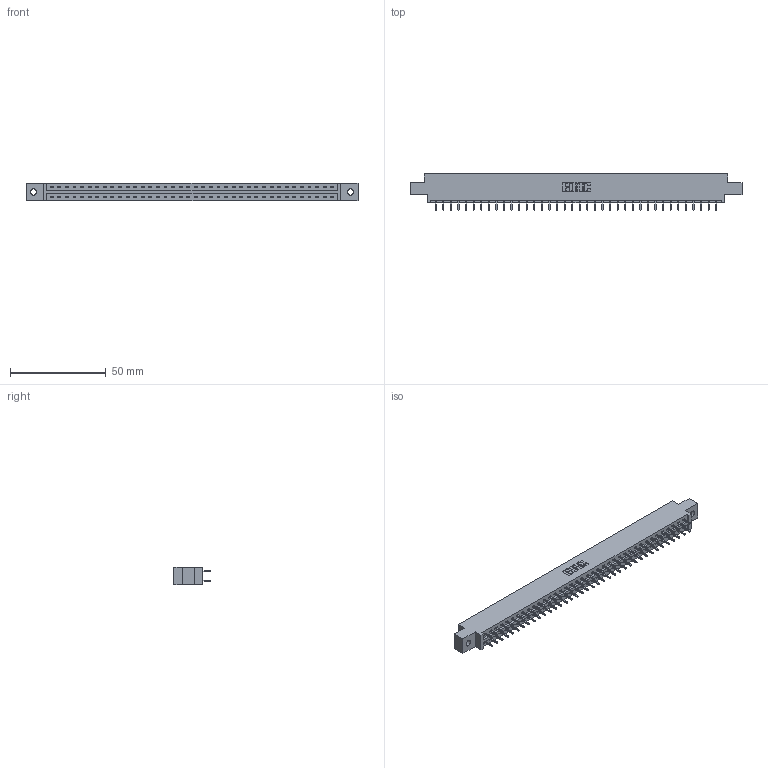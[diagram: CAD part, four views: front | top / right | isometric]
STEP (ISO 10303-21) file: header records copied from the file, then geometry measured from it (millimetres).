
FILE_DESCRIPTION (( 'STEP AP203' ), '1' );
FILE_NAME ('337-076-521-802.STEP', '2019-10-15T13:06:33', ( '' ), ( '' ), 'SwSTEP 2.0', 'SolidWorks 2016', '' );
FILE_SCHEMA (( 'CONFIG_CONTROL_DESIGN' ));
Length unit declared in the file: inch
Products named in the file (3): 337-076-521-802; 345-292-001_345-293-121; 337 Part_0.170 Offset - 0.128 Dia
Assembly tree (77 placements, depth 2):
  337-076-521-802
    337 Part_0.170 Offset - 0.128 Dia
    345-292-001_345-293-121  x76
Bounding box: 173.58 x 19.06 x 9.4 mm (x, y, z)
Volume: 18055.2 mm3; surface area: 19982.4 mm2
Topology: 77 solids, 77 shells, 4222 faces, 12559 edges, 8270 vertices
Faces by surface type: plane 2962, cylinder 1260
Entity records: 30133 total; most frequent: CARTESIAN_POINT 5082, ORIENTED_EDGE 5018, DIRECTION 4329, EDGE_CURVE 2509, VECTOR 2381, LINE 2381, VERTEX_POINT 1670, AXIS2_PLACEMENT_3D 974
